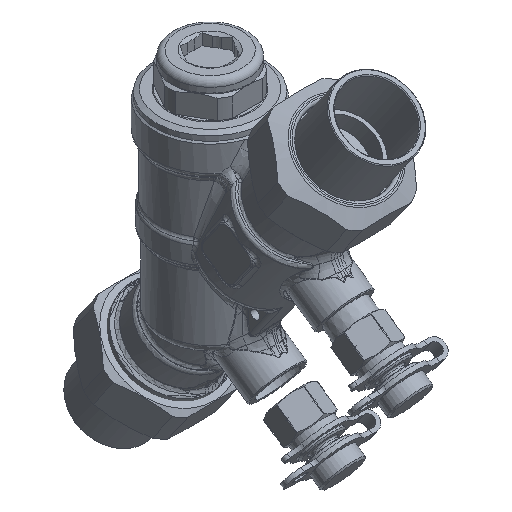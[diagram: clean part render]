
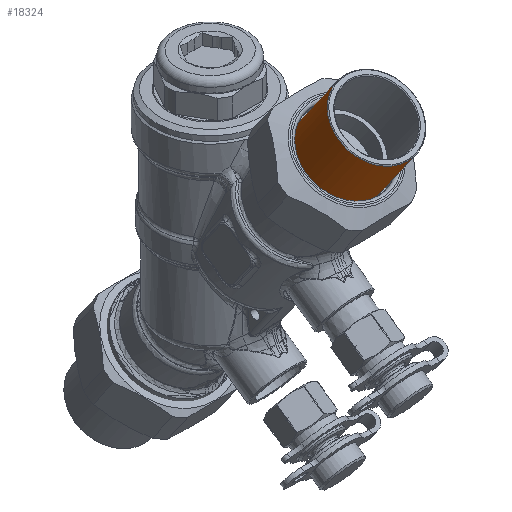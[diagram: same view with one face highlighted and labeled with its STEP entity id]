
A CAD part, isometric view. The second image highlights one B-rep face of the part: STEP entity #18324.
In plain terms, the highlighted cylindrical face has radius 12.992 mm (diameter 25.984 mm), a full revolution.
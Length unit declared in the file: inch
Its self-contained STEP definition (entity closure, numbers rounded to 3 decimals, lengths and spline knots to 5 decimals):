
#3598=FACE_OUTER_BOUND('',#4755,.T.);
#4755=EDGE_LOOP('',(#15921,#15922,#15923,#15924,#15925));
#5557=CIRCLE('',#19668,0.5115);
#5563=CIRCLE('',#19678,0.5115);
#5564=CIRCLE('',#19679,0.5115);
#5947=LINE('',#138996,#6330);
#6330=VECTOR('',#22719,0.5115);
#7919=VERTEX_POINT('',#138972);
#7925=VERTEX_POINT('',#138990);
#7926=VERTEX_POINT('',#138991);
#10582=EDGE_CURVE('',#7919,#7919,#5557,.T.);
#10590=EDGE_CURVE('',#7925,#7926,#5563,.T.);
#10591=EDGE_CURVE('',#7926,#7925,#5564,.T.);
#10593=EDGE_CURVE('',#7919,#7926,#5947,.T.);
#15921=ORIENTED_EDGE('',*,*,#10582,.F.);
#15922=ORIENTED_EDGE('',*,*,#10593,.T.);
#15923=ORIENTED_EDGE('',*,*,#10590,.F.);
#15924=ORIENTED_EDGE('',*,*,#10591,.F.);
#15925=ORIENTED_EDGE('',*,*,#10593,.F.);
#16096=CYLINDRICAL_SURFACE('',#19680,0.5115);
#18324=ADVANCED_FACE('',(#3598),#16096,.T.);
#19668=AXIS2_PLACEMENT_3D('',#138973,#22690,#22691);
#19678=AXIS2_PLACEMENT_3D('',#138992,#22712,#22713);
#19679=AXIS2_PLACEMENT_3D('',#138993,#22714,#22715);
#19680=AXIS2_PLACEMENT_3D('',#138995,#22717,#22718);
#22690=DIRECTION('center_axis',(0.,0.574,
-0.819));
#22691=DIRECTION('ref_axis',(1.,0.,0.));
#22712=DIRECTION('center_axis',(0.,-0.574,
0.819));
#22713=DIRECTION('ref_axis',(-1.,0.,0.));
#22714=DIRECTION('center_axis',(0.,-0.574,
0.819));
#22715=DIRECTION('ref_axis',(-1.,0.,0.));
#22717=DIRECTION('center_axis',(0.,0.574,
-0.819));
#22718=DIRECTION('ref_axis',(1.,0.,0.));
#22719=DIRECTION('',(0.,-0.574,0.819));
#138972=CARTESIAN_POINT('',(-0.5115,-1.74182,0.0878));
#138973=CARTESIAN_POINT('Origin',(0.,-1.74182,
0.0878));
#138990=CARTESIAN_POINT('',(0.5115,-2.2328,0.789));
#138991=CARTESIAN_POINT('',(-0.5115,-2.2328,0.789));
#138992=CARTESIAN_POINT('Origin',(0.,-2.2328,
0.789));
#138993=CARTESIAN_POINT('Origin',(0.,-2.2328,
0.789));
#138995=CARTESIAN_POINT('Origin',(0.,-1.99017,
0.44249));
#138996=CARTESIAN_POINT('',(-0.5115,-1.99017,0.44249));
